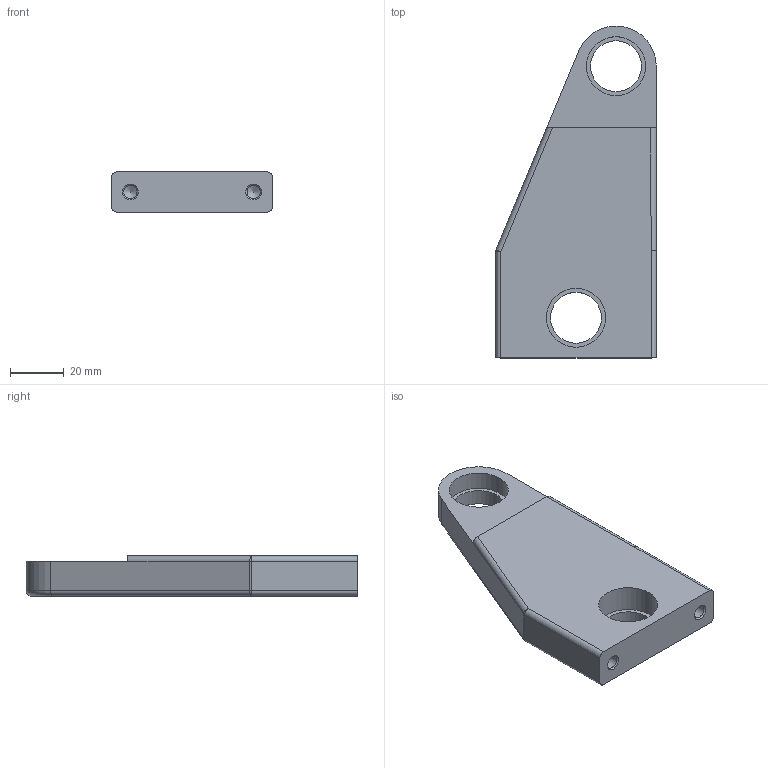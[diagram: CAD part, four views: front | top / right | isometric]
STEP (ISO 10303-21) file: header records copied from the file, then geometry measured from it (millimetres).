
FILE_DESCRIPTION(/* description */ (''),/* implementation_level */ '2;1');
FILE_NAME(/* name */ 'Suporte Esquerdo.stp',/* time_stamp */ '2020-04-14T15:49:22-03:00',/* author */ ('Paulo Rodrigues'),/* organization */ (''),/* preprocessor_version */ 'ST-DEVELOPER v16.13',/* originating_system */ 'Autodesk Inventor 2018',/* authorisation */ '');
FILE_SCHEMA (('AUTOMOTIVE_DESIGN { 1 0 10303 214 3 1 1 }'));
Length unit declared in the file: millimetre
Products named in the file (1): Suporte Direito_MIR2
Bounding box: 60 x 123.87 x 15 mm (x, y, z)
Volume: 49391.5 mm3; surface area: 19739.7 mm2
Topology: 1 solids, 1 shells, 94 faces, 205 edges, 116 vertices
Faces by surface type: cylinder 43, plane 19, torus 13, sphere 11, cone 6, bspline 2
Full cylindrical faces by diameter (mm): 4.134 x1, 4.917 x2, 19 x2, 22 x2
Entity records: 2841 total; most frequent: CARTESIAN_POINT 687, DIRECTION 466, ORIENTED_EDGE 376, AXIS2_PLACEMENT_3D 195, EDGE_CURVE 188, EDGE_LOOP 114, VERTEX_POINT 112, CIRCLE 101
